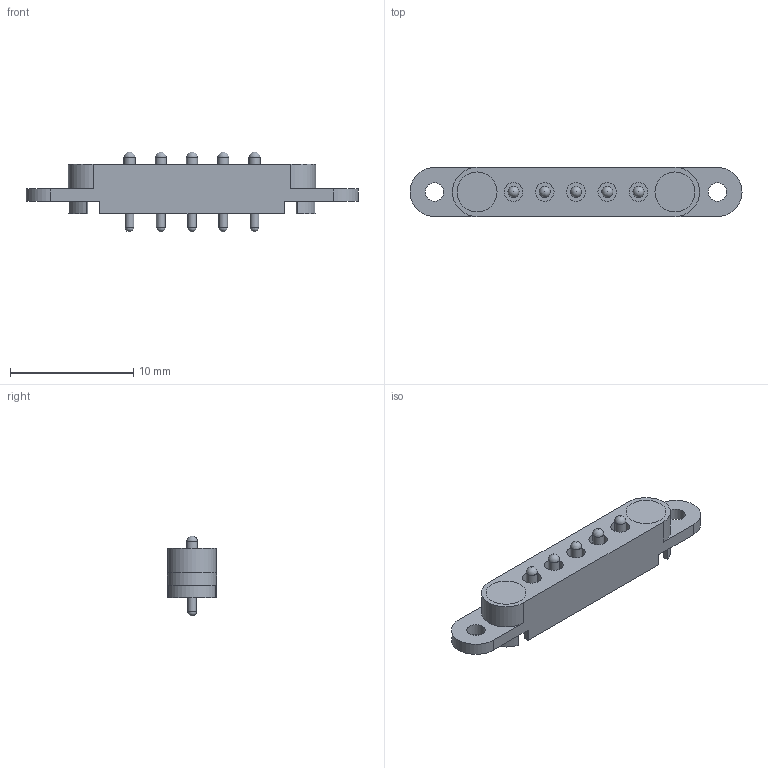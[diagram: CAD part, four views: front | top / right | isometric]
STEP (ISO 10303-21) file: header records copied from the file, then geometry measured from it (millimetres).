
FILE_DESCRIPTION(/* description */ (''),/* implementation_level */ '2;1');
FILE_NAME(/* name */ 'MagneticPogoMale-5pin.step',/* time_stamp */ '2024-07-09T15:05:06+03:00',/* author */ (''),/* organization */ (''),/* preprocessor_version */ 'ST-DEVELOPER v20',/* originating_system */ 'Autodesk Translation Framework v13.14.0.145',/* authorisation */ '');
FILE_SCHEMA (('AUTOMOTIVE_DESIGN { 1 0 10303 214 3 1 1 }'));
Length unit declared in the file: millimetre
Products named in the file (8): PogoMale-5pin; Case; Pin1; Magnet2; Magnet1; Pin3; Pin4; Pin2
Assembly tree (8 placements, depth 2):
  PogoMale-5pin
    Case
    Pin1
    Magnet2
    Magnet1
    Pin3
    Pin4
    Pin2  x2
Bounding box: 26.98 x 4 x 6.5 mm (x, y, z)
Volume: 262.8 mm3; surface area: 722.9 mm2
Topology: 8 solids, 8 shells, 77 faces, 183 edges, 122 vertices
Faces by surface type: plane 35, cylinder 32, sphere 10
Full cylindrical faces by diameter (mm): 0.7 x5, 0.9 x5, 1.5 x2, 1.51 x10, 3.25 x4
Entity records: 2340 total; most frequent: DIRECTION 410, CARTESIAN_POINT 358, ORIENTED_EDGE 320, AXIS2_PLACEMENT_3D 164, EDGE_CURVE 160, VERTEX_POINT 112, EDGE_LOOP 96, LINE 82
